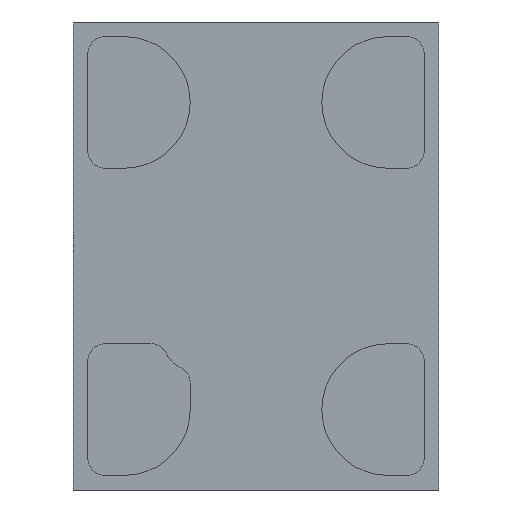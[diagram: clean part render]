
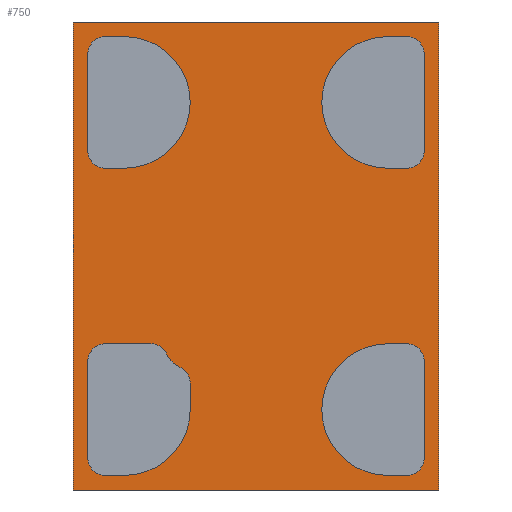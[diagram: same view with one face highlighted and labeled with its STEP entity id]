
A CAD part, left-side view. The second image highlights one B-rep face of the part: STEP entity #750.
In plain terms, the highlighted planar face has unit normal (-1, 0, 0).
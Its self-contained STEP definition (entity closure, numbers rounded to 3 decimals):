
#14=LINE('',#1047,#80);
#19=LINE('',#1061,#85);
#23=LINE('',#1073,#89);
#28=LINE('',#1092,#94);
#32=LINE('',#1104,#98);
#36=LINE('',#1115,#102);
#38=LINE('',#1121,#104);
#43=LINE('',#1135,#109);
#47=LINE('',#1147,#113);
#52=LINE('',#1166,#118);
#56=LINE('',#1178,#122);
#62=LINE('',#1202,#128);
#66=LINE('',#1213,#132);
#71=LINE('',#1224,#137);
#75=LINE('',#1233,#141);
#78=LINE('',#1238,#144);
#79=LINE('',#1240,#145);
#80=VECTOR('',#837,0.13);
#85=VECTOR('',#850,0.66);
#89=VECTOR('',#862,0.13);
#94=VECTOR('',#883,0.66);
#98=VECTOR('',#895,0.13);
#102=VECTOR('',#907,0.13);
#104=VECTOR('',#913,0.13);
#109=VECTOR('',#926,0.66);
#113=VECTOR('',#938,0.13);
#118=VECTOR('',#959,0.66);
#122=VECTOR('',#971,0.311);
#128=VECTOR('',#997,0.181);
#132=VECTOR('',#1009,0.13);
#137=VECTOR('',#1018,3.2);
#141=VECTOR('',#1026,2.5);
#144=VECTOR('',#1031,2.5);
#145=VECTOR('',#1034,3.2);
#169=PLANE('',#824);
#172=FACE_BOUND('',#258,.T.);
#173=FACE_BOUND('',#259,.T.);
#174=FACE_BOUND('',#260,.T.);
#175=FACE_BOUND('',#261,.T.);
#215=FACE_OUTER_BOUND('',#257,.T.);
#257=EDGE_LOOP('',(#622,#623,#624,#625));
#258=EDGE_LOOP('',(#626,#627,#628,#629,#630,#631));
#259=EDGE_LOOP('',(#632,#633,#634,#635,#636,#637));
#260=EDGE_LOOP('',(#638,#639,#640,#641,#642,#643));
#261=EDGE_LOOP('',(#644,#645,#646,#647,#648,#649,#650,#651,#652,#653));
#264=CIRCLE('',#759,0.12);
#266=CIRCLE('',#763,0.12);
#268=CIRCLE('',#767,0.45);
#270=CIRCLE('',#771,0.12);
#272=CIRCLE('',#775,0.12);
#274=CIRCLE('',#779,0.45);
#276=CIRCLE('',#785,0.12);
#278=CIRCLE('',#789,0.12);
#280=CIRCLE('',#793,0.45);
#282=CIRCLE('',#797,0.12);
#284=CIRCLE('',#801,0.12);
#286=CIRCLE('',#805,0.12);
#288=CIRCLE('',#808,0.175);
#290=CIRCLE('',#811,0.12);
#292=CIRCLE('',#815,0.45);
#296=VERTEX_POINT('',#1045);
#297=VERTEX_POINT('',#1046);
#300=VERTEX_POINT('',#1054);
#302=VERTEX_POINT('',#1060);
#304=VERTEX_POINT('',#1066);
#306=VERTEX_POINT('',#1072);
#308=VERTEX_POINT('',#1082);
#309=VERTEX_POINT('',#1083);
#312=VERTEX_POINT('',#1091);
#314=VERTEX_POINT('',#1097);
#316=VERTEX_POINT('',#1103);
#318=VERTEX_POINT('',#1109);
#320=VERTEX_POINT('',#1119);
#321=VERTEX_POINT('',#1120);
#324=VERTEX_POINT('',#1128);
#326=VERTEX_POINT('',#1134);
#328=VERTEX_POINT('',#1140);
#330=VERTEX_POINT('',#1146);
#332=VERTEX_POINT('',#1156);
#333=VERTEX_POINT('',#1157);
#336=VERTEX_POINT('',#1165);
#338=VERTEX_POINT('',#1171);
#340=VERTEX_POINT('',#1177);
#342=VERTEX_POINT('',#1183);
#344=VERTEX_POINT('',#1189);
#346=VERTEX_POINT('',#1195);
#348=VERTEX_POINT('',#1201);
#350=VERTEX_POINT('',#1207);
#352=VERTEX_POINT('',#1217);
#355=VERTEX_POINT('',#1222);
#358=VERTEX_POINT('',#1232);
#359=VERTEX_POINT('',#1236);
#362=EDGE_CURVE('',#296,#297,#14,.T.);
#366=EDGE_CURVE('',#297,#300,#264,.T.);
#369=EDGE_CURVE('',#300,#302,#19,.T.);
#372=EDGE_CURVE('',#302,#304,#266,.T.);
#375=EDGE_CURVE('',#304,#306,#23,.T.);
#378=EDGE_CURVE('',#306,#296,#268,.T.);
#380=EDGE_CURVE('',#308,#309,#270,.T.);
#384=EDGE_CURVE('',#309,#312,#28,.T.);
#387=EDGE_CURVE('',#312,#314,#272,.T.);
#390=EDGE_CURVE('',#314,#316,#32,.T.);
#393=EDGE_CURVE('',#316,#318,#274,.T.);
#396=EDGE_CURVE('',#318,#308,#36,.T.);
#398=EDGE_CURVE('',#320,#321,#38,.T.);
#402=EDGE_CURVE('',#321,#324,#276,.T.);
#405=EDGE_CURVE('',#324,#326,#43,.T.);
#408=EDGE_CURVE('',#326,#328,#278,.T.);
#411=EDGE_CURVE('',#328,#330,#47,.T.);
#414=EDGE_CURVE('',#330,#320,#280,.T.);
#416=EDGE_CURVE('',#332,#333,#282,.T.);
#420=EDGE_CURVE('',#333,#336,#52,.T.);
#423=EDGE_CURVE('',#336,#338,#284,.T.);
#426=EDGE_CURVE('',#338,#340,#56,.T.);
#429=EDGE_CURVE('',#340,#342,#286,.T.);
#432=EDGE_CURVE('',#342,#344,#288,.T.);
#435=EDGE_CURVE('',#344,#346,#290,.T.);
#438=EDGE_CURVE('',#346,#348,#62,.T.);
#441=EDGE_CURVE('',#348,#350,#292,.T.);
#444=EDGE_CURVE('',#350,#332,#66,.T.);
#449=EDGE_CURVE('',#352,#355,#71,.T.);
#453=EDGE_CURVE('',#358,#352,#75,.T.);
#456=EDGE_CURVE('',#355,#359,#78,.T.);
#457=EDGE_CURVE('',#359,#358,#79,.T.);
#622=ORIENTED_EDGE('',*,*,#456,.T.);
#623=ORIENTED_EDGE('',*,*,#457,.T.);
#624=ORIENTED_EDGE('',*,*,#453,.T.);
#625=ORIENTED_EDGE('',*,*,#449,.T.);
#626=ORIENTED_EDGE('',*,*,#362,.T.);
#627=ORIENTED_EDGE('',*,*,#366,.T.);
#628=ORIENTED_EDGE('',*,*,#369,.T.);
#629=ORIENTED_EDGE('',*,*,#372,.T.);
#630=ORIENTED_EDGE('',*,*,#375,.T.);
#631=ORIENTED_EDGE('',*,*,#378,.T.);
#632=ORIENTED_EDGE('',*,*,#380,.T.);
#633=ORIENTED_EDGE('',*,*,#384,.T.);
#634=ORIENTED_EDGE('',*,*,#387,.T.);
#635=ORIENTED_EDGE('',*,*,#390,.T.);
#636=ORIENTED_EDGE('',*,*,#393,.T.);
#637=ORIENTED_EDGE('',*,*,#396,.T.);
#638=ORIENTED_EDGE('',*,*,#398,.T.);
#639=ORIENTED_EDGE('',*,*,#402,.T.);
#640=ORIENTED_EDGE('',*,*,#405,.T.);
#641=ORIENTED_EDGE('',*,*,#408,.T.);
#642=ORIENTED_EDGE('',*,*,#411,.T.);
#643=ORIENTED_EDGE('',*,*,#414,.T.);
#644=ORIENTED_EDGE('',*,*,#416,.T.);
#645=ORIENTED_EDGE('',*,*,#420,.T.);
#646=ORIENTED_EDGE('',*,*,#423,.T.);
#647=ORIENTED_EDGE('',*,*,#426,.T.);
#648=ORIENTED_EDGE('',*,*,#429,.T.);
#649=ORIENTED_EDGE('',*,*,#432,.T.);
#650=ORIENTED_EDGE('',*,*,#435,.T.);
#651=ORIENTED_EDGE('',*,*,#438,.T.);
#652=ORIENTED_EDGE('',*,*,#441,.T.);
#653=ORIENTED_EDGE('',*,*,#444,.T.);
#750=ADVANCED_FACE('',(#215,#172,#173,#174,#175),#169,.F.);
#759=AXIS2_PLACEMENT_3D('',#1055,#843,#844);
#763=AXIS2_PLACEMENT_3D('',#1067,#855,#856);
#767=AXIS2_PLACEMENT_3D('',#1078,#867,#868);
#771=AXIS2_PLACEMENT_3D('',#1084,#875,#876);
#775=AXIS2_PLACEMENT_3D('',#1098,#888,#889);
#779=AXIS2_PLACEMENT_3D('',#1110,#900,#901);
#785=AXIS2_PLACEMENT_3D('',#1129,#919,#920);
#789=AXIS2_PLACEMENT_3D('',#1141,#931,#932);
#793=AXIS2_PLACEMENT_3D('',#1152,#943,#944);
#797=AXIS2_PLACEMENT_3D('',#1158,#951,#952);
#801=AXIS2_PLACEMENT_3D('',#1172,#964,#965);
#805=AXIS2_PLACEMENT_3D('',#1184,#976,#977);
#808=AXIS2_PLACEMENT_3D('',#1190,#983,#984);
#811=AXIS2_PLACEMENT_3D('',#1196,#990,#991);
#815=AXIS2_PLACEMENT_3D('',#1208,#1002,#1003);
#824=AXIS2_PLACEMENT_3D('',#1241,#1035,#1036);
#837=DIRECTION('',(0.,1.,0.));
#843=DIRECTION('center_axis',(1.,0.,0.));
#844=DIRECTION('ref_axis',(0.,-1.,0.));
#850=DIRECTION('',(0.,0.,1.));
#855=DIRECTION('center_axis',(1.,0.,0.));
#856=DIRECTION('ref_axis',(0.,0.,-1.));
#862=DIRECTION('',(0.,-1.,0.));
#867=DIRECTION('center_axis',(1.,0.,0.));
#868=DIRECTION('ref_axis',(0.,0.,1.));
#875=DIRECTION('center_axis',(1.,0.,0.));
#876=DIRECTION('ref_axis',(0.,1.,0.));
#883=DIRECTION('',(0.,0.,-1.));
#888=DIRECTION('center_axis',(1.,0.,0.));
#889=DIRECTION('ref_axis',(0.,0.,1.));
#895=DIRECTION('',(0.,1.,0.));
#900=DIRECTION('center_axis',(1.,0.,0.));
#901=DIRECTION('ref_axis',(0.,0.,-1.));
#907=DIRECTION('',(0.,-1.,0.));
#913=DIRECTION('',(0.,-1.,0.));
#919=DIRECTION('center_axis',(1.,0.,0.));
#920=DIRECTION('ref_axis',(0.,1.,0.));
#926=DIRECTION('',(0.,0.,-1.));
#931=DIRECTION('center_axis',(1.,0.,0.));
#932=DIRECTION('ref_axis',(0.,0.,1.));
#938=DIRECTION('',(0.,1.,0.));
#943=DIRECTION('center_axis',(1.,0.,0.));
#944=DIRECTION('ref_axis',(0.,0.,-1.));
#951=DIRECTION('center_axis',(1.,0.,0.));
#952=DIRECTION('ref_axis',(0.,-1.,0.));
#959=DIRECTION('',(0.,0.,1.));
#964=DIRECTION('center_axis',(1.,0.,0.));
#965=DIRECTION('ref_axis',(0.,0.,-1.));
#971=DIRECTION('',(0.,-1.,0.));
#976=DIRECTION('center_axis',(1.,0.,0.));
#977=DIRECTION('ref_axis',(0.,0.914,-0.407));
#983=DIRECTION('center_axis',(-1.,0.,0.));
#984=DIRECTION('ref_axis',(0.,0.914,-0.407));
#990=DIRECTION('center_axis',(1.,0.,0.));
#991=DIRECTION('ref_axis',(0.,1.,0.));
#997=DIRECTION('',(0.,0.,-1.));
#1002=DIRECTION('center_axis',(1.,0.,0.));
#1003=DIRECTION('ref_axis',(0.,0.,1.));
#1009=DIRECTION('',(0.,1.,0.));
#1018=DIRECTION('',(0.,0.,1.));
#1026=DIRECTION('',(0.,-1.,0.));
#1031=DIRECTION('',(0.,1.,0.));
#1034=DIRECTION('',(0.,0.,-1.));
#1035=DIRECTION('center_axis',(1.,0.,0.));
#1036=DIRECTION('ref_axis',(0.,0.,-1.));
#1045=CARTESIAN_POINT('',(0.,0.9,0.6));
#1046=CARTESIAN_POINT('',(0.,1.03,0.6));
#1047=CARTESIAN_POINT('',(0.,0.515,0.6));
#1054=CARTESIAN_POINT('',(0.,1.15,0.72));
#1055=CARTESIAN_POINT('Origin',(0.,1.03,0.72));
#1060=CARTESIAN_POINT('',(0.,1.15,1.38));
#1061=CARTESIAN_POINT('',(0.,1.15,0.69));
#1066=CARTESIAN_POINT('',(0.,1.03,1.5));
#1067=CARTESIAN_POINT('Origin',(0.,1.03,1.38));
#1072=CARTESIAN_POINT('',(0.,0.9,1.5));
#1073=CARTESIAN_POINT('',(0.,0.45,1.5));
#1078=CARTESIAN_POINT('Origin',(0.,0.9,1.05));
#1082=CARTESIAN_POINT('',(0.,-1.03,1.5));
#1083=CARTESIAN_POINT('',(0.,-1.15,1.38));
#1084=CARTESIAN_POINT('Origin',(0.,-1.03,1.38));
#1091=CARTESIAN_POINT('',(0.,-1.15,0.72));
#1092=CARTESIAN_POINT('',(0.,-1.15,0.36));
#1097=CARTESIAN_POINT('',(0.,-1.03,0.6));
#1098=CARTESIAN_POINT('Origin',(0.,-1.03,0.72));
#1103=CARTESIAN_POINT('',(0.,-0.9,0.6));
#1104=CARTESIAN_POINT('',(0.,-0.45,0.6));
#1109=CARTESIAN_POINT('',(0.,-0.9,1.5));
#1110=CARTESIAN_POINT('Origin',(0.,-0.9,1.05));
#1115=CARTESIAN_POINT('',(0.,-0.515,1.5));
#1119=CARTESIAN_POINT('',(0.,-0.9,-0.6));
#1120=CARTESIAN_POINT('',(0.,-1.03,-0.6));
#1121=CARTESIAN_POINT('',(0.,-0.515,-0.6));
#1128=CARTESIAN_POINT('',(0.,-1.15,-0.72));
#1129=CARTESIAN_POINT('Origin',(0.,-1.03,-0.72));
#1134=CARTESIAN_POINT('',(0.,-1.15,-1.38));
#1135=CARTESIAN_POINT('',(0.,-1.15,-0.69));
#1140=CARTESIAN_POINT('',(0.,-1.03,-1.5));
#1141=CARTESIAN_POINT('Origin',(0.,-1.03,-1.38));
#1146=CARTESIAN_POINT('',(0.,-0.9,-1.5));
#1147=CARTESIAN_POINT('',(0.,-0.45,-1.5));
#1152=CARTESIAN_POINT('Origin',(0.,-0.9,-1.05));
#1156=CARTESIAN_POINT('',(0.,1.03,-1.5));
#1157=CARTESIAN_POINT('',(0.,1.15,-1.38));
#1158=CARTESIAN_POINT('Origin',(0.,1.03,-1.38));
#1165=CARTESIAN_POINT('',(0.,1.15,-0.72));
#1166=CARTESIAN_POINT('',(0.,1.15,-0.36));
#1171=CARTESIAN_POINT('',(0.,1.03,-0.6));
#1172=CARTESIAN_POINT('Origin',(0.,1.03,-0.72));
#1177=CARTESIAN_POINT('',(0.,0.719,-0.6));
#1178=CARTESIAN_POINT('',(0.,0.36,-0.6));
#1183=CARTESIAN_POINT('',(0.,0.61,-0.671));
#1184=CARTESIAN_POINT('Origin',(0.,0.719,-0.72));
#1189=CARTESIAN_POINT('',(0.,0.521,-0.76));
#1190=CARTESIAN_POINT('Origin',(0.,0.45,-0.6));
#1195=CARTESIAN_POINT('',(0.,0.45,-0.869));
#1196=CARTESIAN_POINT('Origin',(0.,0.57,-0.869));
#1201=CARTESIAN_POINT('',(0.,0.45,-1.05));
#1202=CARTESIAN_POINT('',(0.,0.45,-0.525));
#1207=CARTESIAN_POINT('',(0.,0.9,-1.5));
#1208=CARTESIAN_POINT('Origin',(0.,0.9,-1.05));
#1213=CARTESIAN_POINT('',(0.,0.515,-1.5));
#1217=CARTESIAN_POINT('',(0.,-1.25,-1.6));
#1222=CARTESIAN_POINT('',(0.,-1.25,1.6));
#1224=CARTESIAN_POINT('',(0.,-1.25,-1.6));
#1232=CARTESIAN_POINT('',(0.,1.25,-1.6));
#1233=CARTESIAN_POINT('',(0.,1.25,-1.6));
#1236=CARTESIAN_POINT('',(0.,1.25,1.6));
#1238=CARTESIAN_POINT('',(0.,-1.25,1.6));
#1240=CARTESIAN_POINT('',(0.,1.25,1.6));
#1241=CARTESIAN_POINT('Origin',(0.,0.,0.));
